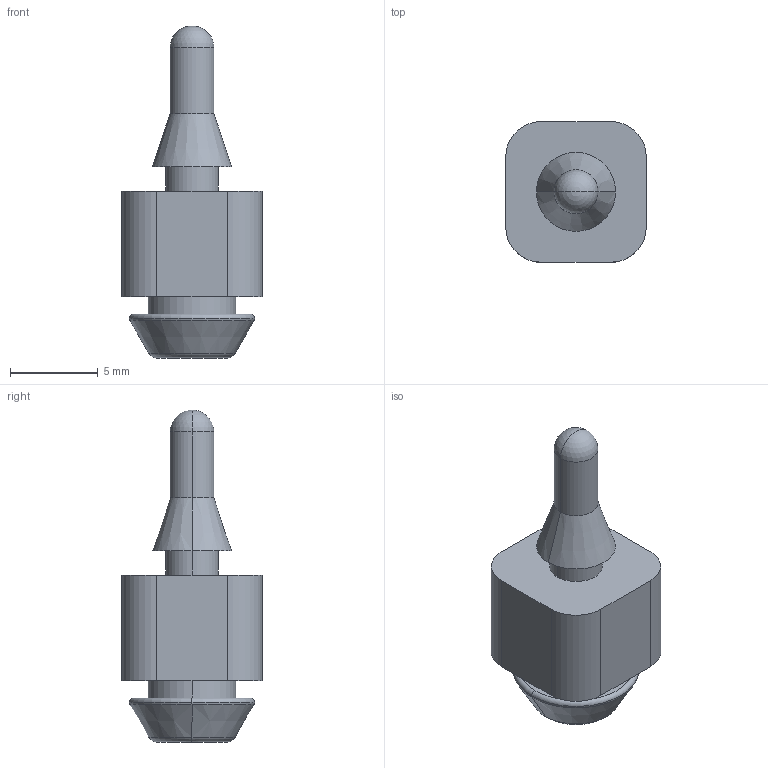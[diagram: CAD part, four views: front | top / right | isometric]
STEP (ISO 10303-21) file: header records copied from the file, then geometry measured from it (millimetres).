
FILE_DESCRIPTION((''),'2;1');
FILE_NAME('SES-16-60-30-10.stp','2007-04-19T11:28:50',(''),(''),'Mechanical Desktop.R8.0.24.0','Mechanical Desktop.R8.0.24.0',', , ');
FILE_SCHEMA(('CONFIG_CONTROL_DESIGN'));
Length unit declared in the file: millimetre
Products named in the file (2): SES-16-60-30-10A; SES-16-60-30-10
Assembly tree (1 placements, depth 2):
  SES-16-60-30-10A
    SES-16-60-30-10
Bounding box: 8 x 8 x 18.9 mm (x, y, z)
Volume: 501.4 mm3; surface area: 495.5 mm2
Topology: 1 solids, 1 shells, 36 faces, 78 edges, 47 vertices
Faces by surface type: cylinder 12, plane 10, torus 6, cone 6, sphere 2
Entity records: 1087 total; most frequent: DIRECTION 198, CARTESIAN_POINT 161, ORIENTED_EDGE 152, AXIS2_PLACEMENT_3D 84, EDGE_CURVE 76, VERTEX_POINT 47, CIRCLE 46, EDGE_LOOP 41
